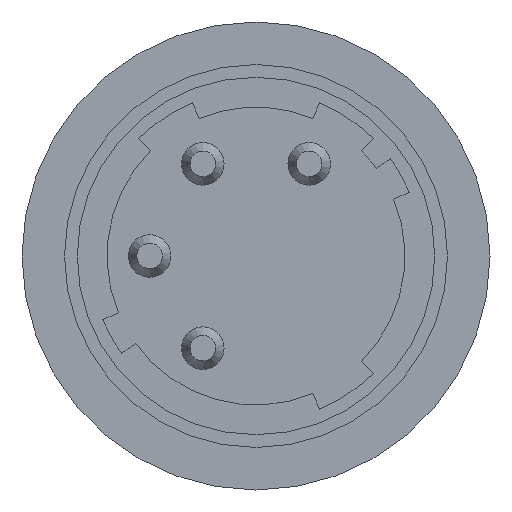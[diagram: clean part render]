
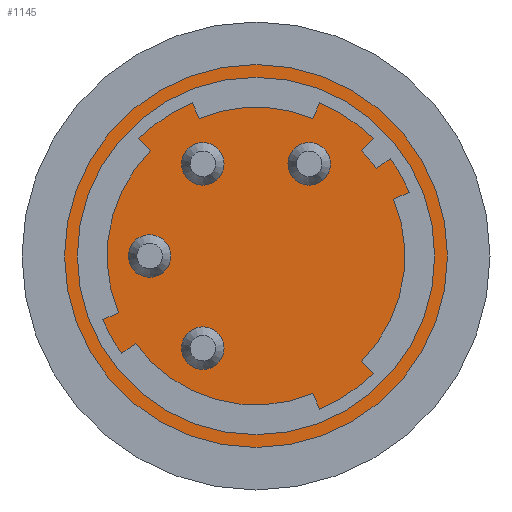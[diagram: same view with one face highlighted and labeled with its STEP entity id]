
A CAD part, front view. The second image highlights one B-rep face of the part: STEP entity #1145.
In plain terms, the highlighted planar face has unit normal (0, -1, 0).
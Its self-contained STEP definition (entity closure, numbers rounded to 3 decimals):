
#1141=PLANE('',#1144);
#1142=CARTESIAN_POINT('',(2.59,-3.15,0.71));
#1143=DIRECTION('',(0.,-1.,0.));
#1144=AXIS2_PLACEMENT_3D('',#1142,#1143,$);
#1145=ADVANCED_FACE('',(#1146),#1141,.T.);
#1146=FACE_BOUND('',#1147,.T.);
#1147=EDGE_LOOP('',(#1148));
#1148=ORIENTED_EDGE('',*,*,#1149,.T.);
#1149=EDGE_CURVE('',#1155,#1155,#1150,.T.);
#1150=CIRCLE('',#1151,0.45);
#1151=AXIS2_PLACEMENT_3D('',#1152,#1153,#1154);
#1152=CARTESIAN_POINT('',(2.59,-3.15,0.71));
#1153=DIRECTION('',(0.,-1.,0.));
#1154=DIRECTION('',(0.45,0.,0.));
#1155=VERTEX_POINT('',#1156);
#1156=CARTESIAN_POINT('',(2.59,-3.15,1.16));
